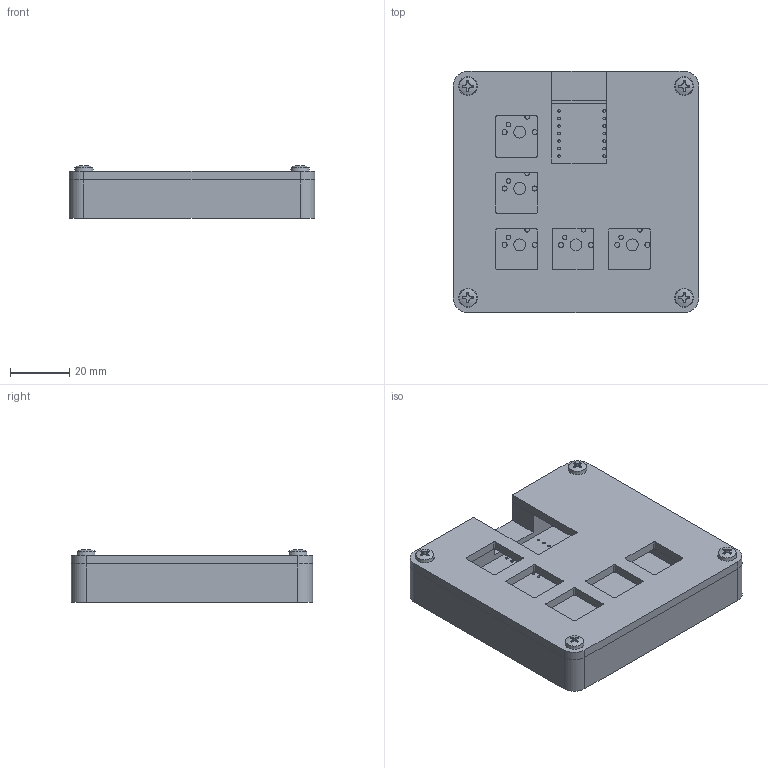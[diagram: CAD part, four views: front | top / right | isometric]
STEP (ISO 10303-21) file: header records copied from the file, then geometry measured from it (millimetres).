
FILE_DESCRIPTION(/* description */ (''),/* implementation_level */ '2;1');
FILE_NAME(/* name */ 'Case Hackpad (Ensamblaje).step',/* time_stamp */ '2026-01-27T15:55:42-06:00',/* author */ (''),/* organization */ (''),/* preprocessor_version */ 'ST-DEVELOPER v20.1',/* originating_system */ 'Autodesk Translation Framework v14.24.0.0',/* authorisation */ '');
FILE_SCHEMA (('AUTOMOTIVE_DESIGN { 1 0 10303 214 3 1 1 }'));
Length unit declared in the file: centimetre
Products named in the file (6): Case Hackpad (Ensamblaje); Case Hackpad; hackpad 1; hackpad_PCB; Case Hackpad 2; BHS JIS B 1111 - M3x16 Acero 4.6 Normal
Assembly tree (8 placements, depth 3):
  Case Hackpad (Ensamblaje)
    Case Hackpad
    hackpad 1
      hackpad_PCB
    Case Hackpad 2
    BHS JIS B 1111 - M3x16 Acero 4.6 Normal  x4
Bounding box: 83 x 81.54 x 17.87 mm (x, y, z)
Volume: 68285 mm3; surface area: 41819.7 mm2
Topology: 7 solids, 7 shells, 233 faces, 621 edges, 410 vertices
Faces by surface type: plane 114, cylinder 103, cone 8, torus 4, sphere 4
Full cylindrical faces by diameter (mm): 0.889 x14, 1.5 x10, 1.7 x10, 2.598 x4, 2.927 x4, 3.4 x8, 4 x5, 6 x4
Entity records: 5565 total; most frequent: DIRECTION 967, CARTESIAN_POINT 948, ORIENTED_EDGE 864, EDGE_CURVE 432, AXIS2_PLACEMENT_3D 366, VERTEX_POINT 287, EDGE_LOOP 267, LINE 235
